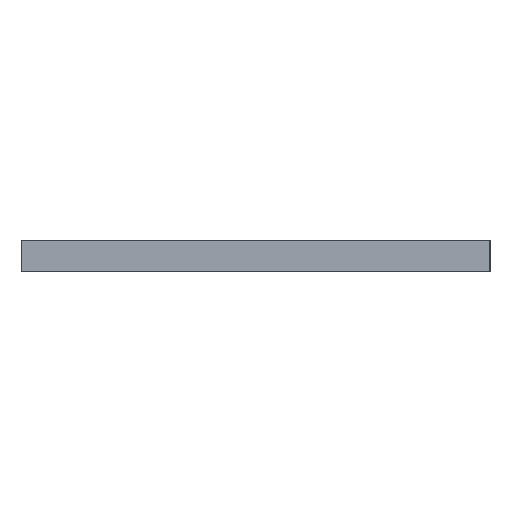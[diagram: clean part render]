
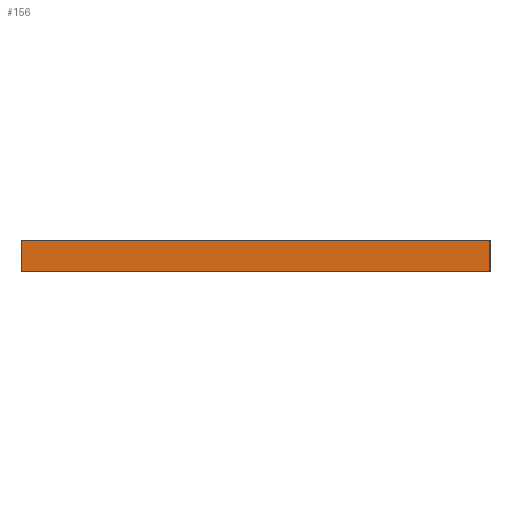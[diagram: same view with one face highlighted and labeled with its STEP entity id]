
A CAD part, left-side view. The second image highlights one B-rep face of the part: STEP entity #156.
In plain terms, the highlighted planar face has unit normal (-1, 0, 0).
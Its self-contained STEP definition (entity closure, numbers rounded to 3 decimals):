
#156=ADVANCED_FACE('',(#538),#540,.F.);
#538=FACE_BOUND('',#539,.T.);
#539=EDGE_LOOP('',(#816,#817,#818,#819));
#540=PLANE('',#541);
#541=AXIS2_PLACEMENT_3D('',#542,#543,#544);
#542=CARTESIAN_POINT('',(0.,0.,6.));
#543=DIRECTION('',(1.,0.,0.));
#544=DIRECTION('',(0.,0.,-1.));
#816=ORIENTED_EDGE('',*,*,#970,.T.);
#817=ORIENTED_EDGE('',*,*,#996,.F.);
#818=ORIENTED_EDGE('',*,*,#944,.F.);
#819=ORIENTED_EDGE('',*,*,#997,.T.);
#944=EDGE_CURVE('',#1068,#1069,#1070,.T.);
#970=EDGE_CURVE('',#1118,#1119,#1120,.T.);
#996=EDGE_CURVE('',#1069,#1119,#1168,.T.);
#997=EDGE_CURVE('',#1068,#1118,#1169,.T.);
#1068=VERTEX_POINT('',#1308);
#1069=VERTEX_POINT('',#1309);
#1070=LINE('',#1310,#1311);
#1118=VERTEX_POINT('',#1420);
#1119=VERTEX_POINT('',#1421);
#1120=LINE('',#1422,#1423);
#1168=LINE('',#1532,#1533);
#1169=LINE('',#1535,#1536);
#1308=CARTESIAN_POINT('',(0.,90.,6.));
#1309=CARTESIAN_POINT('',(0.,0.,6.));
#1310=CARTESIAN_POINT('',(0.,90.,6.));
#1311=VECTOR('',#1312,1.);
#1312=DIRECTION('',(0.,-1.,0.));
#1420=CARTESIAN_POINT('',(0.,90.,0.));
#1421=CARTESIAN_POINT('',(0.,0.,0.));
#1422=CARTESIAN_POINT('',(0.,90.,0.));
#1423=VECTOR('',#1424,1.);
#1424=DIRECTION('',(0.,-1.,0.));
#1532=CARTESIAN_POINT('',(0.,0.,6.));
#1533=VECTOR('',#1534,1.);
#1534=DIRECTION('',(0.,0.,-1.));
#1535=CARTESIAN_POINT('',(0.,90.,6.));
#1536=VECTOR('',#1537,1.);
#1537=DIRECTION('',(0.,0.,-1.));
